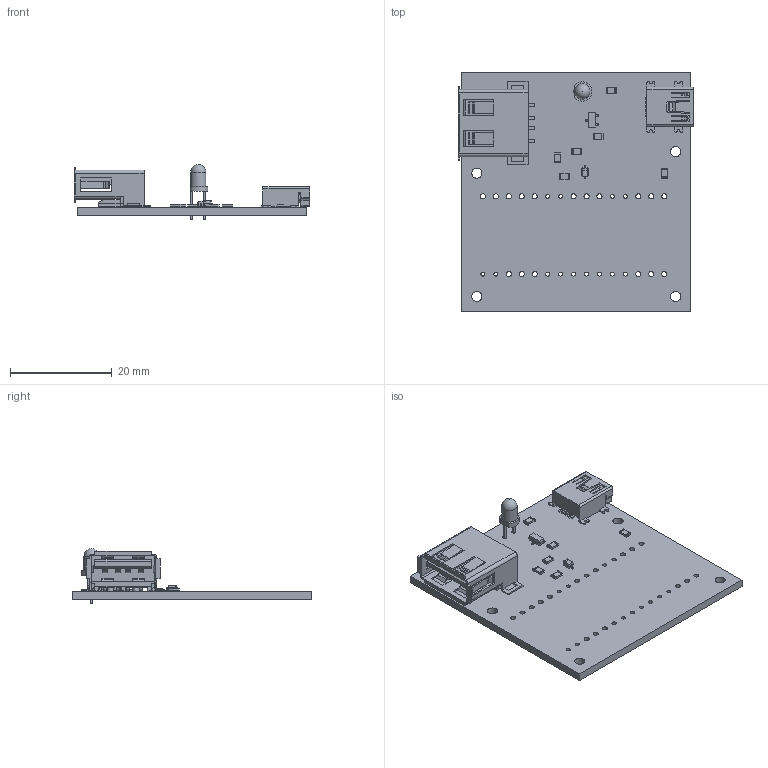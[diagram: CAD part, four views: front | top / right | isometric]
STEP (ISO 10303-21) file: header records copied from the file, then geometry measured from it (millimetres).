
FILE_DESCRIPTION(('KiCad electronic assembly'),'2;1');
FILE_NAME('usbPowerControl_v1.step','2021-10-10T16:34:44',('An Author'), ('A Company'),'Open CASCADE STEP processor 6.9', 'KiCad to STEP converter','Unknown');
FILE_SCHEMA(('AUTOMOTIVE_DESIGN { 1 0 10303 214 1 1 1 1 }'));
Length unit declared in the file: millimetre
Products named in the file (14): Open CASCADE STEP translator 6.9 1; R_0805_2012Metric; SOLID; USB-A-S-X-X-SM2; COMPOUND; D_SOD-323; LED_D3.0mm; mini_usb; SOT-23
Assembly tree (18 placements, depth 3):
  Open CASCADE STEP translator 6.9 1
    R_0805_2012Metric  x6
      SOLID
    USB-A-S-X-X-SM2
      COMPOUND
    D_SOD-323
      SOLID
    LED_D3.0mm
      SOLID
    mini_usb
      COMPOUND
    SOT-23
      SOLID
    COMPOUND
Bounding box: 46.21 x 47 x 10.8 mm (x, y, z)
Volume: 4273.1 mm3; surface area: 7143.4 mm2
Topology: 16 solids, 16 shells, 912 faces, 2500 edges, 1626 vertices
Faces by surface type: plane 638, cylinder 216, bspline 53, torus 2, cone 2, sphere 1
Full cylindrical faces by diameter (mm): 0.8 x17, 0.9 x2, 1 x17, 1.2 x2, 1.3 x2, 2 x4, 3 x1
Entity records: 56901 total; most frequent: CARTESIAN_POINT 10159, DIRECTION 8027, LINE 5584, VECTOR 5584, ORIENTED_EDGE 4322, PCURVE 4322, DEFINITIONAL_REPRESENTATION 4322, EDGE_CURVE 2161
